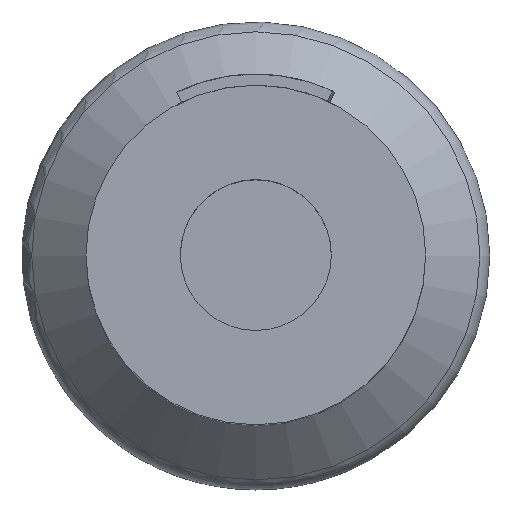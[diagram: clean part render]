
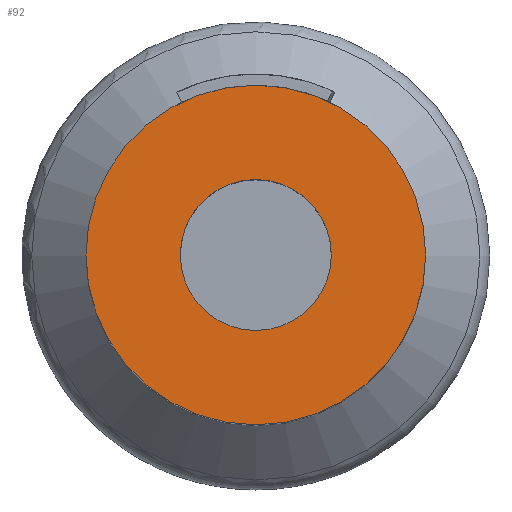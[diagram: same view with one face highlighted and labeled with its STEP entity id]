
A CAD part, top view. The second image highlights one B-rep face of the part: STEP entity #92.
In plain terms, the highlighted planar face has unit normal (0, 0, 1).
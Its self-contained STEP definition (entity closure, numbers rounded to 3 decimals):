
#92 = ADVANCED_FACE( '', ( #204, #205 ), #206, .T. );
#204 = FACE_BOUND( '', #667, .T. );
#205 = FACE_OUTER_BOUND( '', #668, .T. );
#206 = PLANE( '', #669 );
#667 = EDGE_LOOP( '', ( #920 ) );
#668 = EDGE_LOOP( '', ( #921 ) );
#669 = AXIS2_PLACEMENT_3D( '', #922, #923, #924 );
#920 = ORIENTED_EDGE( '', *, *, #1138, .F. );
#921 = ORIENTED_EDGE( '', *, *, #1096, .T. );
#922 = CARTESIAN_POINT( '', ( 1., 0., 9.2 ) );
#923 = DIRECTION( '', ( 0., 0., 1. ) );
#924 = DIRECTION( '', ( 1., 0., 0. ) );
#1096 = EDGE_CURVE( '', #1232, #1232, #1233, .T. );
#1138 = EDGE_CURVE( '', #1293, #1293, #1294, .T. );
#1232 = VERTEX_POINT( '', #1648 );
#1233 = CIRCLE( '', #1649, 2.25 );
#1293 = VERTEX_POINT( '', #1812 );
#1294 = CIRCLE( '', #1813, 1. );
#1648 = CARTESIAN_POINT( '', ( 2.25, 0., 9.2 ) );
#1649 = AXIS2_PLACEMENT_3D( '', #1935, #1936, #1937 );
#1812 = CARTESIAN_POINT( '', ( 1., 0., 9.2 ) );
#1813 = AXIS2_PLACEMENT_3D( '', #1956, #1957, #1958 );
#1935 = CARTESIAN_POINT( '', ( 0., 0., 9.2 ) );
#1936 = DIRECTION( '', ( 0., 0., 1. ) );
#1937 = DIRECTION( '', ( 1., 0., 0. ) );
#1956 = CARTESIAN_POINT( '', ( 0., 0., 9.2 ) );
#1957 = DIRECTION( '', ( 0., 0., 1. ) );
#1958 = DIRECTION( '', ( 1., 0., 0. ) );
